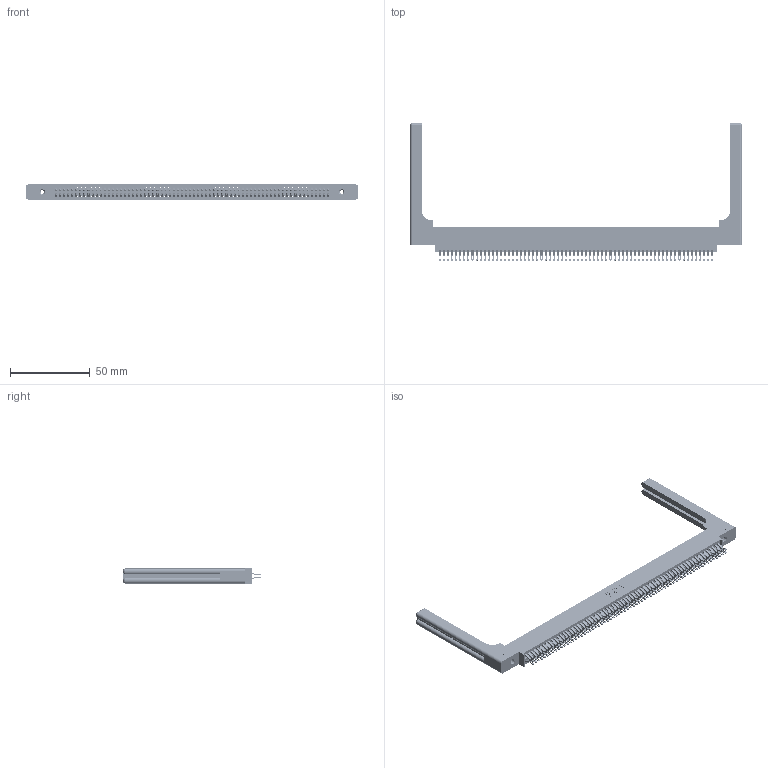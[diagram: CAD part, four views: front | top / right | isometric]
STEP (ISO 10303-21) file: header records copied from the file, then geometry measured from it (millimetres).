
FILE_DESCRIPTION (( 'STEP AP203' ), '1' );
FILE_NAME ('395-136-555-858.STEP', '2019-10-29T17:27:54', ( '' ), ( '' ), 'SwSTEP 2.0', 'SolidWorks 2016', '' );
FILE_SCHEMA (( 'CONFIG_CONTROL_DESIGN' ));
Length unit declared in the file: inch
Products named in the file (5): 345-292-001_555 Tail; 345-250-001_345-250-001-102; 345-220-058_345-220-058; 395-136-555-858; 345 Part_0.170 Offset - 0.156 Dia-TH
Assembly tree (141 placements, depth 2):
  395-136-555-858
    345 Part_0.170 Offset - 0.156 Dia-TH
    345-292-001_555 Tail  x136
    345-250-001_345-250-001-102  x2
    345-220-058_345-220-058  x2
Bounding box: 207.75 x 86.41 x 9.4 mm (x, y, z)
Volume: 29178.3 mm3; surface area: 37680.7 mm2
Topology: 141 solids, 141 shells, 8002 faces, 25091 edges, 16706 vertices
Faces by surface type: plane 4448, cylinder 3494, bspline 36, cone 12, sphere 8, torus 4
Entity records: 55494 total; most frequent: CARTESIAN_POINT 10307, ORIENTED_EDGE 9008, DIRECTION 7956, EDGE_CURVE 4504, LINE 3988, VECTOR 3988, VERTEX_POINT 2994, AXIS2_PLACEMENT_3D 1984
